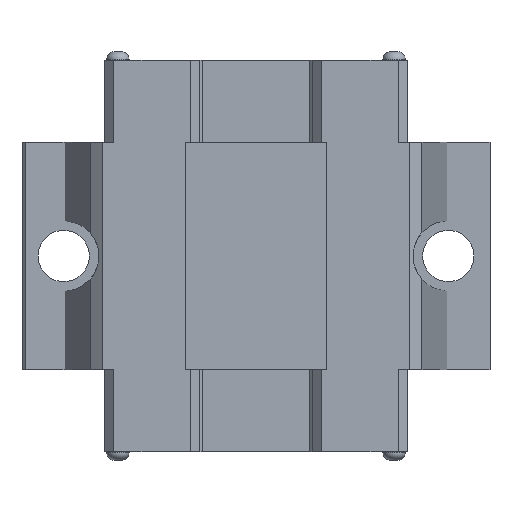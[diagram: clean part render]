
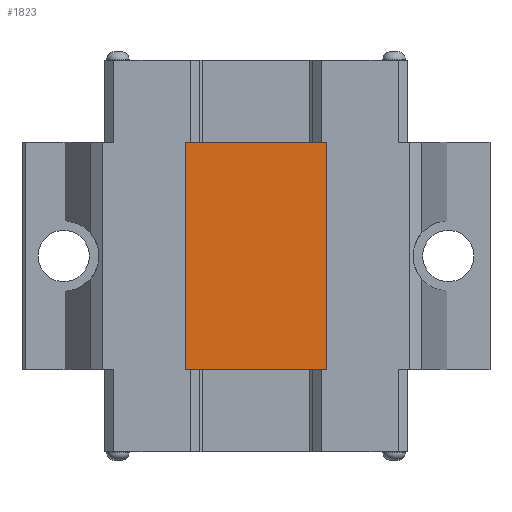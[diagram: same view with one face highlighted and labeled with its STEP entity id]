
A CAD part, front view. The second image highlights one B-rep face of the part: STEP entity #1823.
In plain terms, the highlighted planar face has unit normal (0, -1, 0).
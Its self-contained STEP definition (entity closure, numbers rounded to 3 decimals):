
#1748 = VERTEX_POINT ( 'NONE', #4446 ) ;
#1749 = ORIENTED_EDGE ( 'NONE', *, *, #1750, .F. ) ;
#1750 = EDGE_CURVE ( 'NONE', #1816, #1827, #4445, .T. ) ;
#1751 = ORIENTED_EDGE ( 'NONE', *, *, #1815, .T. ) ;
#1752 = ORIENTED_EDGE ( 'NONE', *, *, #1753, .T. ) ;
#1753 = EDGE_CURVE ( 'NONE', #1817, #1748, #4441, .T. ) ;
#1815 = EDGE_CURVE ( 'NONE', #1816, #1817, #4629, .T. ) ;
#1816 = VERTEX_POINT ( 'NONE', #4625 ) ;
#1817 = VERTEX_POINT ( 'NONE', #4624 ) ;
#1823 = ADVANCED_FACE ( 'NONE', ( #4615 ), #4614, .T. ) ;
#1824 = EDGE_LOOP ( 'NONE', ( #1825, #1749, #1751, #1752 ) ) ;
#1825 = ORIENTED_EDGE ( 'NONE', *, *, #1826, .F. ) ;
#1826 = EDGE_CURVE ( 'NONE', #1827, #1748, #4609, .T. ) ;
#1827 = VERTEX_POINT ( 'NONE', #4605 ) ;
#4438 = DIRECTION ( 'NONE',  ( -1., 0., 0. ) ) ;
#4439 = VECTOR ( 'NONE', #4438, 1000. ) ;
#4440 = CARTESIAN_POINT ( 'NONE',  ( -36.5, 3.3, 0. ) ) ;
#4441 = LINE ( 'NONE', #4440, #4439 ) ;
#4442 = DIRECTION ( 'NONE',  ( -1., 0., 0. ) ) ;
#4443 = VECTOR ( 'NONE', #4442, 1000. ) ;
#4444 = CARTESIAN_POINT ( 'NONE',  ( -36.5, 3.3, -35.5 ) ) ;
#4445 = LINE ( 'NONE', #4444, #4443 ) ;
#4446 = CARTESIAN_POINT ( 'NONE',  ( -11., 3.3, 0. ) ) ;
#4605 = CARTESIAN_POINT ( 'NONE',  ( -11., 3.3, -35.5 ) ) ;
#4606 = DIRECTION ( 'NONE',  ( 0., 0., 1. ) ) ;
#4607 = VECTOR ( 'NONE', #4606, 1000. ) ;
#4608 = CARTESIAN_POINT ( 'NONE',  ( -11., 3.3, 0. ) ) ;
#4609 = LINE ( 'NONE', #4608, #4607 ) ;
#4610 = DIRECTION ( 'NONE',  ( 0., 0., -1. ) ) ;
#4611 = DIRECTION ( 'NONE',  ( 0., -1., 0. ) ) ;
#4612 = CARTESIAN_POINT ( 'NONE',  ( 11., 3.3, 0. ) ) ;
#4613 = AXIS2_PLACEMENT_3D ( 'NONE', #4612, #4611, #4610 ) ;
#4614 = PLANE ( 'NONE',  #4613 ) ;
#4615 = FACE_OUTER_BOUND ( 'NONE', #1824, .T. ) ;
#4624 = CARTESIAN_POINT ( 'NONE',  ( 11., 3.3, 0. ) ) ;
#4625 = CARTESIAN_POINT ( 'NONE',  ( 11., 3.3, -35.5 ) ) ;
#4626 = DIRECTION ( 'NONE',  ( 0., 0., 1. ) ) ;
#4627 = VECTOR ( 'NONE', #4626, 1000. ) ;
#4628 = CARTESIAN_POINT ( 'NONE',  ( 11., 3.3, 0. ) ) ;
#4629 = LINE ( 'NONE', #4628, #4627 ) ;
